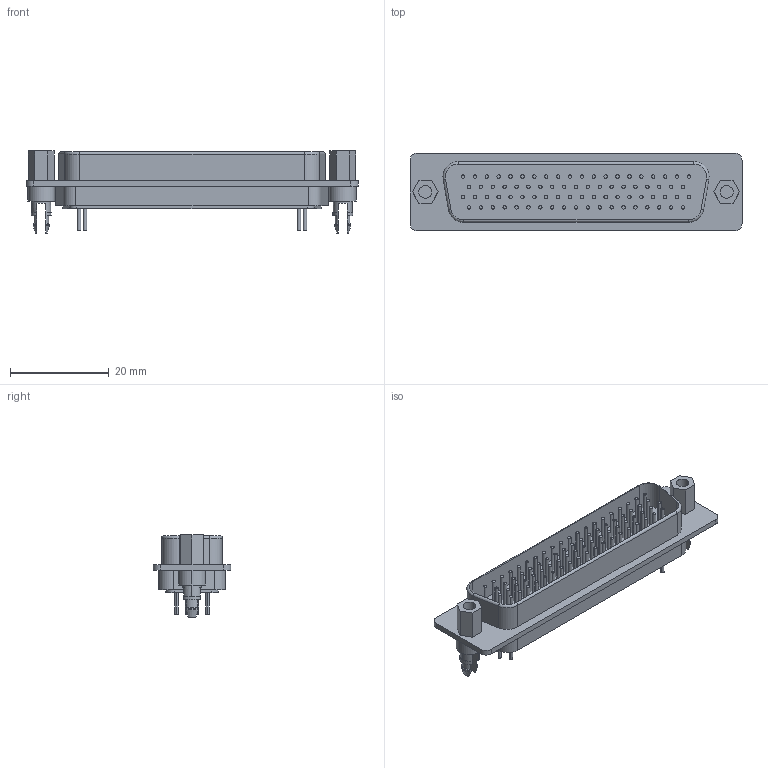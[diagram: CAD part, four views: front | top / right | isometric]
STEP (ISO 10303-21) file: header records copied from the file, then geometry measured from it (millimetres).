
FILE_DESCRIPTION((''),'2;1');
FILE_NAME('HARTING_09 56 561 7713.stp','2014-12-15T09:55:42',(''),(''),'Mechanical Desktop 2011','Mechanical Desktop 2011',', , ');
FILE_SCHEMA(('AUTOMOTIVE_DESIGN { 1 2 10303 214 1 1 1 1 }'));
Length unit declared in the file: millimetre
Products named in the file (1): Product
Bounding box: 67.3 x 15.75 x 16.65 mm (x, y, z)
Volume: 5331.1 mm3; surface area: 8979.1 mm2
Topology: 96 solids, 96 shells, 471 faces, 1214 edges, 1246 vertices
Faces by surface type: plane 239, cylinder 220, cone 8, torus 4
Entity records: 14087 total; most frequent: DIRECTION 2672, CARTESIAN_POINT 2574, ORIENTED_EDGE 1648, AXIS2_PLACEMENT_3D 1002, EDGE_CURVE 824, VECTOR 668, LINE 668, VERTEX_POINT 544
